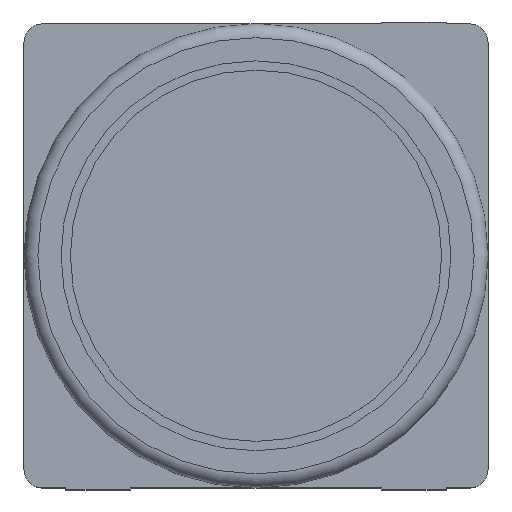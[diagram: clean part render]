
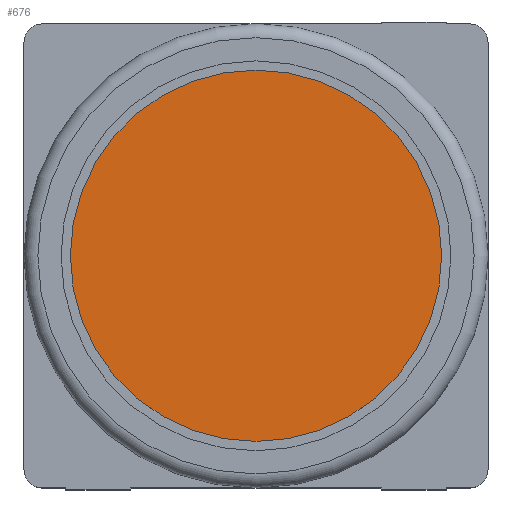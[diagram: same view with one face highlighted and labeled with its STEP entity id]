
A CAD part, top view. The second image highlights one B-rep face of the part: STEP entity #676.
In plain terms, the highlighted planar face has unit normal (0, 0, 1).
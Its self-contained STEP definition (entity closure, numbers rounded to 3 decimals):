
#61=PLANE('',#745);
#97=FACE_OUTER_BOUND('',#135,.T.);
#135=EDGE_LOOP('',(#633));
#298=CIRCLE('',#740,2.);
#359=VERTEX_POINT('',#1107);
#448=EDGE_CURVE('',#359,#359,#298,.T.);
#633=ORIENTED_EDGE('',*,*,#448,.T.);
#676=ADVANCED_FACE('',(#97),#61,.T.);
#740=AXIS2_PLACEMENT_3D('',#1108,#914,#915);
#745=AXIS2_PLACEMENT_3D('',#1117,#926,#927);
#914=DIRECTION('center_axis',(0.,0.,1.));
#915=DIRECTION('ref_axis',(-1.,0.,0.));
#926=DIRECTION('center_axis',(0.,0.,1.));
#927=DIRECTION('ref_axis',(-1.,0.,0.));
#1107=CARTESIAN_POINT('',(2.,0.,1.8));
#1108=CARTESIAN_POINT('Origin',(0.,0.,1.8));
#1117=CARTESIAN_POINT('Origin',(0.,0.,1.8));
